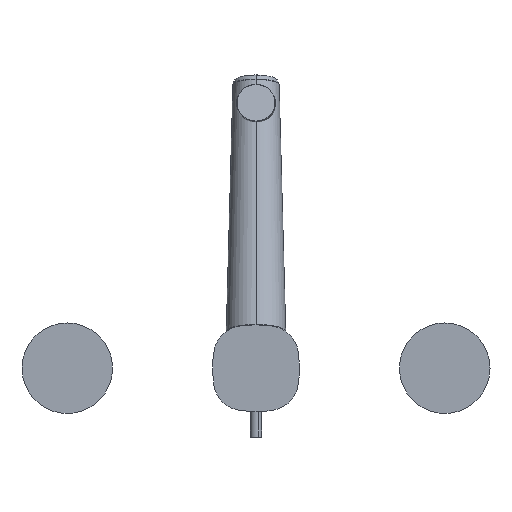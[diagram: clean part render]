
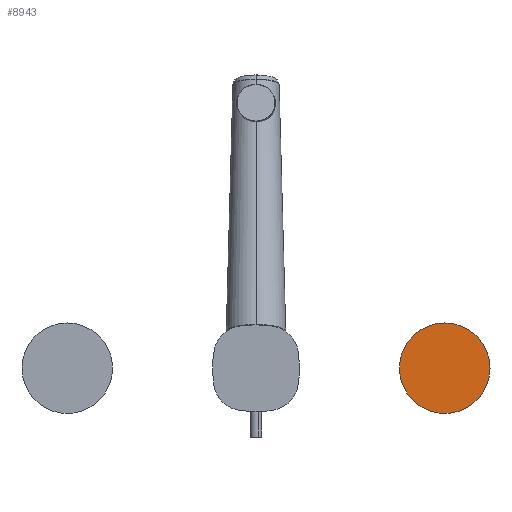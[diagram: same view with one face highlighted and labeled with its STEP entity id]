
A CAD part, front view. The second image highlights one B-rep face of the part: STEP entity #8943.
In plain terms, the highlighted planar face has unit normal (0, -1, 0).
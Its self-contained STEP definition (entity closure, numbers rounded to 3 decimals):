
#310 = ORIENTED_EDGE ( 'NONE', *, *, #11307, .T. ) ;
#1975 = CIRCLE ( 'NONE', #5555, 24. ) ;
#2429 = DIRECTION ( 'NONE',  ( 0., -1., 0. ) ) ;
#2461 = CARTESIAN_POINT ( 'NONE',  ( 100., 0., 0. ) ) ;
#2693 = CARTESIAN_POINT ( 'NONE',  ( 100., 0., 0. ) ) ;
#3317 = DIRECTION ( 'NONE',  ( 0., -1., 0. ) ) ;
#3589 = DIRECTION ( 'NONE',  ( 0., -1., 0. ) ) ;
#4144 = AXIS2_PLACEMENT_3D ( 'NONE', #2461, #2429, #10689 ) ;
#4771 = CARTESIAN_POINT ( 'NONE',  ( 76., 0., 0. ) ) ;
#5007 = EDGE_CURVE ( 'NONE', #7086, #7941, #10228, .T. ) ;
#5161 = EDGE_LOOP ( 'NONE', ( #310, #5289 ) ) ;
#5289 = ORIENTED_EDGE ( 'NONE', *, *, #5007, .T. ) ;
#5555 = AXIS2_PLACEMENT_3D ( 'NONE', #8553, #3317, #9409 ) ;
#7086 = VERTEX_POINT ( 'NONE', #4771 ) ;
#7881 = PLANE ( 'NONE',  #9014 ) ;
#7941 = VERTEX_POINT ( 'NONE', #9649 ) ;
#8553 = CARTESIAN_POINT ( 'NONE',  ( 100., 0., 0. ) ) ;
#8943 = ADVANCED_FACE ( 'NONE', ( #8997 ), #7881, .T. ) ;
#8997 = FACE_OUTER_BOUND ( 'NONE', #5161, .T. ) ;
#9014 = AXIS2_PLACEMENT_3D ( 'NONE', #2693, #3589, #9677 ) ;
#9409 = DIRECTION ( 'NONE',  ( 1., 0., 0. ) ) ;
#9649 = CARTESIAN_POINT ( 'NONE',  ( 124., 0., 0. ) ) ;
#9677 = DIRECTION ( 'NONE',  ( 0., 0., 1. ) ) ;
#10228 = CIRCLE ( 'NONE', #4144, 24. ) ;
#10689 = DIRECTION ( 'NONE',  ( 1., 0., 0. ) ) ;
#11307 = EDGE_CURVE ( 'NONE', #7941, #7086, #1975, .T. ) ;
